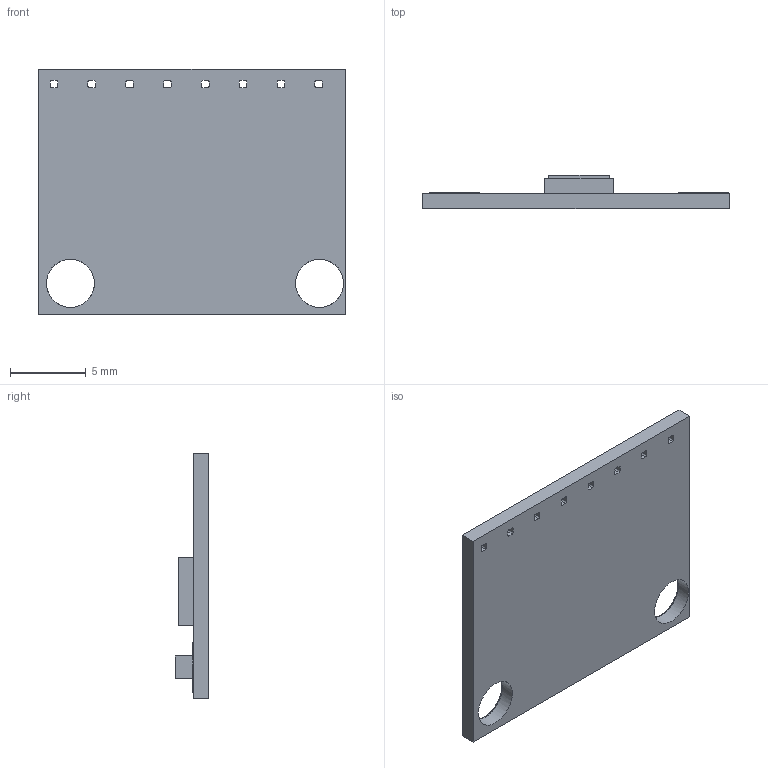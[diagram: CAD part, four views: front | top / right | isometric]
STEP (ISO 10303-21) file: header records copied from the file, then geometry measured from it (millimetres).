
FILE_DESCRIPTION(('HOOPS Exchange Step'),'2;1');
FILE_NAME('Placa_GY521.step','2019-01-26T20:56:06+00:00',('SYSTEM'),('Unknown organisation'),'HOOPS Exchange 10.0','HOOPS Exchange','Unknown authorisation');
FILE_SCHEMA( ('AUTOMOTIVE_DESIGN { 1 0 10303 214 1 1 1 1 }') );
Length unit declared in the file: millimetre
Products named in the file (2): Predeterminado; Placa_GY521
Assembly tree (1 placements, depth 2):
  Placa_GY521
    Predeterminado
Bounding box: 20.25 x 2.2 x 16.25 mm (x, y, z)
Volume: 338.8 mm3; surface area: 764.3 mm2
Topology: 1 solids, 1 shells, 86 faces, 244 edges, 164 vertices
Faces by surface type: plane 48, cylinder 36, bspline 2
Full cylindrical faces by diameter (mm): 3.175 x2, 3.375 x2
Entity records: 3395 total; most frequent: CARTESIAN_POINT 970, ORIENTED_EDGE 488, DIRECTION 482, EDGE_CURVE 244, VECTOR 168, LINE 168, VERTEX_POINT 164, AXIS2_PLACEMENT_3D 157
